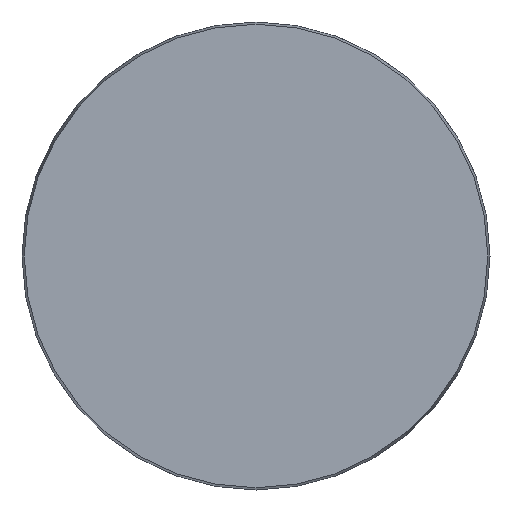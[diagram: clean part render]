
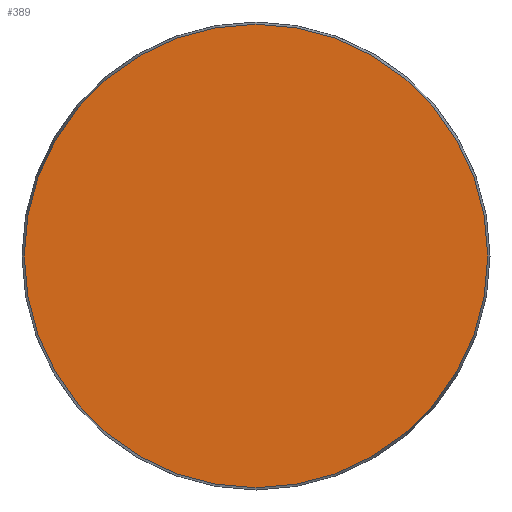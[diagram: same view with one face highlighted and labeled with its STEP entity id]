
A CAD part, front view. The second image highlights one B-rep face of the part: STEP entity #389.
In plain terms, the highlighted planar face has unit normal (0, -1, 0).
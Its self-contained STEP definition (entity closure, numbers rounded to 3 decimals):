
#5 = DIRECTION ( 'NONE',  ( 0., 0., 1. ) ) ;
#148 = CARTESIAN_POINT ( 'NONE',  ( 0., 0., -58.425 ) ) ;
#166 = DIRECTION ( 'NONE',  ( 0., 1., 0. ) ) ;
#199 = CIRCLE ( 'NONE', #356, 58.425 ) ;
#210 = CARTESIAN_POINT ( 'NONE',  ( 0., 0., 0. ) ) ;
#356 = AXIS2_PLACEMENT_3D ( 'NONE', #210, #379, #376 ) ;
#365 = EDGE_CURVE ( 'NONE', #414, #414, #199, .T. ) ;
#376 = DIRECTION ( 'NONE',  ( 0., 0., -1. ) ) ;
#379 = DIRECTION ( 'NONE',  ( 0., -1., 0. ) ) ;
#385 = CARTESIAN_POINT ( 'NONE',  ( -58.425, 0., 0. ) ) ;
#386 = PLANE ( 'NONE',  #452 ) ;
#389 = ADVANCED_FACE ( 'NONE', ( #551 ), #386, .F. ) ;
#414 = VERTEX_POINT ( 'NONE', #148 ) ;
#441 = EDGE_LOOP ( 'NONE', ( #489 ) ) ;
#452 = AXIS2_PLACEMENT_3D ( 'NONE', #385, #166, #5 ) ;
#489 = ORIENTED_EDGE ( 'NONE', *, *, #365, .T. ) ;
#551 = FACE_OUTER_BOUND ( 'NONE', #441, .T. ) ;
